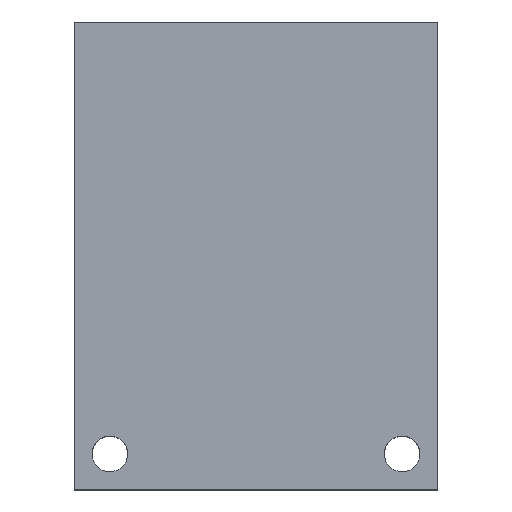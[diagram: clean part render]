
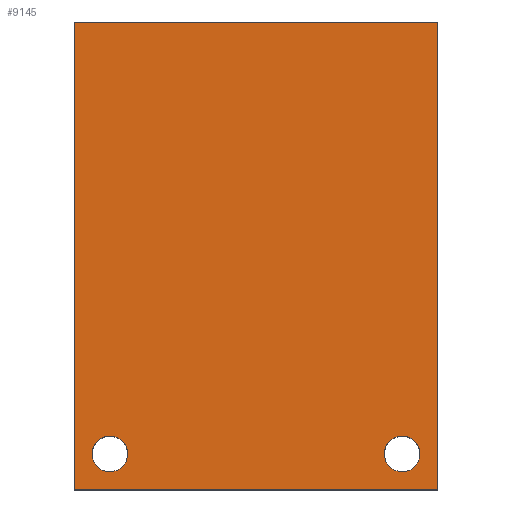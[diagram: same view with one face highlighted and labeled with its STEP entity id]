
A CAD part, top view. The second image highlights one B-rep face of the part: STEP entity #9145.
In plain terms, the highlighted planar face has unit normal (0, 0, 1).
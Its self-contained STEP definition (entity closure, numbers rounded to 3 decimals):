
#534=FACE_BOUND('',#2157,.T.);
#535=FACE_BOUND('',#2158,.T.);
#801=PLANE('',#9556);
#1659=FACE_OUTER_BOUND('',#2156,.T.);
#2156=EDGE_LOOP('',(#8658,#8659,#8660,#8661));
#2157=EDGE_LOOP('',(#8662,#8663));
#2158=EDGE_LOOP('',(#8664,#8665));
#2543=LINE('',#12141,#3417);
#3030=LINE('',#15811,#3904);
#3033=LINE('',#15815,#3907);
#3035=LINE('',#15819,#3909);
#3417=VECTOR('',#10213,10.);
#3904=VECTOR('',#11210,10.);
#3907=VECTOR('',#11215,10.);
#3909=VECTOR('',#11221,10.);
#3995=CIRCLE('',#9545,4.369);
#3996=CIRCLE('',#9546,4.369);
#3998=CIRCLE('',#9549,4.369);
#3999=CIRCLE('',#9550,4.369);
#4268=VERTEX_POINT('',#12138);
#4269=VERTEX_POINT('',#12140);
#4846=VERTEX_POINT('',#15789);
#4847=VERTEX_POINT('',#15790);
#4849=VERTEX_POINT('',#15797);
#4850=VERTEX_POINT('',#15798);
#4854=VERTEX_POINT('',#15808);
#4855=VERTEX_POINT('',#15810);
#5254=EDGE_CURVE('',#4269,#4268,#2543,.T.);
#6112=EDGE_CURVE('',#4846,#4847,#3995,.T.);
#6113=EDGE_CURVE('',#4847,#4846,#3996,.T.);
#6116=EDGE_CURVE('',#4849,#4850,#3998,.T.);
#6117=EDGE_CURVE('',#4850,#4849,#3999,.T.);
#6122=EDGE_CURVE('',#4855,#4854,#3030,.T.);
#6125=EDGE_CURVE('',#4268,#4855,#3033,.T.);
#6127=EDGE_CURVE('',#4854,#4269,#3035,.T.);
#8658=ORIENTED_EDGE('',*,*,#6127,.T.);
#8659=ORIENTED_EDGE('',*,*,#5254,.T.);
#8660=ORIENTED_EDGE('',*,*,#6125,.T.);
#8661=ORIENTED_EDGE('',*,*,#6122,.T.);
#8662=ORIENTED_EDGE('',*,*,#6112,.T.);
#8663=ORIENTED_EDGE('',*,*,#6113,.T.);
#8664=ORIENTED_EDGE('',*,*,#6116,.T.);
#8665=ORIENTED_EDGE('',*,*,#6117,.T.);
#9145=ADVANCED_FACE('',(#1659,#534,#535),#801,.T.);
#9545=AXIS2_PLACEMENT_3D('',#15791,#11190,#11191);
#9546=AXIS2_PLACEMENT_3D('',#15792,#11192,#11193);
#9549=AXIS2_PLACEMENT_3D('',#15799,#11199,#11200);
#9550=AXIS2_PLACEMENT_3D('',#15800,#11201,#11202);
#9556=AXIS2_PLACEMENT_3D('',#15820,#11222,#11223);
#10213=DIRECTION('',(0.,1.,0.));
#11190=DIRECTION('center_axis',(0.,0.,-1.));
#11191=DIRECTION('ref_axis',(1.,0.,0.));
#11192=DIRECTION('center_axis',(0.,0.,-1.));
#11193=DIRECTION('ref_axis',(1.,0.,0.));
#11199=DIRECTION('center_axis',(0.,0.,-1.));
#11200=DIRECTION('ref_axis',(1.,0.,0.));
#11201=DIRECTION('center_axis',(0.,0.,-1.));
#11202=DIRECTION('ref_axis',(1.,0.,0.));
#11210=DIRECTION('',(0.,-1.,0.));
#11215=DIRECTION('',(-1.,0.,0.));
#11221=DIRECTION('',(1.,0.,0.));
#11222=DIRECTION('center_axis',(0.,0.,1.));
#11223=DIRECTION('ref_axis',(1.,0.,0.));
#12138=CARTESIAN_POINT('',(88.9,114.3,50.8));
#12140=CARTESIAN_POINT('',(88.9,0.,50.8));
#12141=CARTESIAN_POINT('',(88.9,0.,50.8));
#15789=CARTESIAN_POINT('',(13.106,8.738,50.8));
#15790=CARTESIAN_POINT('',(4.369,8.738,50.8));
#15791=CARTESIAN_POINT('Origin',(8.738,8.738,50.8));
#15792=CARTESIAN_POINT('Origin',(8.738,8.738,50.8));
#15797=CARTESIAN_POINT('',(84.531,8.738,50.8));
#15798=CARTESIAN_POINT('',(75.794,8.738,50.8));
#15799=CARTESIAN_POINT('Origin',(80.162,8.738,50.8));
#15800=CARTESIAN_POINT('Origin',(80.162,8.738,50.8));
#15808=CARTESIAN_POINT('',(0.,0.,50.8));
#15810=CARTESIAN_POINT('',(0.,114.3,50.8));
#15811=CARTESIAN_POINT('',(0.,114.3,50.8));
#15815=CARTESIAN_POINT('',(88.9,114.3,50.8));
#15819=CARTESIAN_POINT('',(0.,0.,50.8));
#15820=CARTESIAN_POINT('Origin',(44.45,57.15,50.8));
